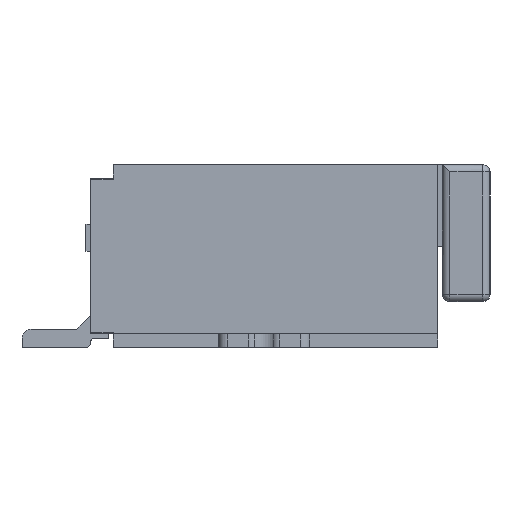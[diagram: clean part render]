
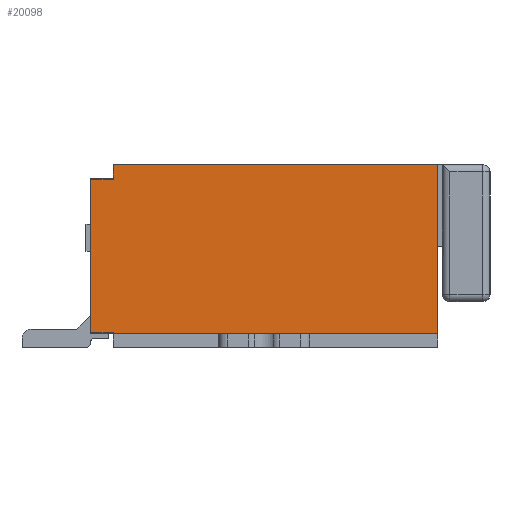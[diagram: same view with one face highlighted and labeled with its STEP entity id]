
A CAD part, left-side view. The second image highlights one B-rep face of the part: STEP entity #20098.
In plain terms, the highlighted planar face has unit normal (-1, 0, 0).
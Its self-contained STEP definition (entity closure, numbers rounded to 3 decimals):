
#1315=FACE_OUTER_BOUND('',#2250,.T.);
#2250=EDGE_LOOP('',(#16942,#16943,#16944,#16945,#16946,#16947,#16948,#16949));
#4192=LINE('',#30661,#6699);
#4285=LINE('',#30846,#6792);
#4295=LINE('',#30866,#6802);
#4470=LINE('',#31203,#6977);
#4760=LINE('',#31735,#7267);
#4761=LINE('',#31736,#7268);
#4762=LINE('',#31738,#7269);
#4763=LINE('',#31739,#7270);
#6699=VECTOR('',#25365,1.);
#6792=VECTOR('',#25460,1.);
#6802=VECTOR('',#25474,1.);
#6977=VECTOR('',#25687,1.);
#7267=VECTOR('',#26111,1.);
#7268=VECTOR('',#26112,1.);
#7269=VECTOR('',#26113,1.);
#7270=VECTOR('',#26114,1.);
#8751=VERTEX_POINT('',#30658);
#8752=VERTEX_POINT('',#30660);
#8843=VERTEX_POINT('',#30845);
#8851=VERTEX_POINT('',#30865);
#8993=VERTEX_POINT('',#31200);
#8994=VERTEX_POINT('',#31202);
#9169=VERTEX_POINT('',#31734);
#9170=VERTEX_POINT('',#31737);
#11306=EDGE_CURVE('',#8752,#8751,#4192,.T.);
#11399=EDGE_CURVE('',#8843,#8752,#4285,.T.);
#11409=EDGE_CURVE('',#8843,#8851,#4295,.T.);
#11584=EDGE_CURVE('',#8994,#8993,#4470,.T.);
#11874=EDGE_CURVE('',#9169,#8993,#4760,.T.);
#11875=EDGE_CURVE('',#8851,#9169,#4761,.T.);
#11876=EDGE_CURVE('',#9170,#8751,#4762,.T.);
#11877=EDGE_CURVE('',#9170,#8994,#4763,.T.);
#16942=ORIENTED_EDGE('',*,*,#11874,.F.);
#16943=ORIENTED_EDGE('',*,*,#11875,.F.);
#16944=ORIENTED_EDGE('',*,*,#11409,.F.);
#16945=ORIENTED_EDGE('',*,*,#11399,.T.);
#16946=ORIENTED_EDGE('',*,*,#11306,.T.);
#16947=ORIENTED_EDGE('',*,*,#11876,.F.);
#16948=ORIENTED_EDGE('',*,*,#11877,.T.);
#16949=ORIENTED_EDGE('',*,*,#11584,.T.);
#18204=PLANE('',#21349);
#20098=ADVANCED_FACE('',(#1315),#18204,.T.);
#21349=AXIS2_PLACEMENT_3D('',#31733,#26109,#26110);
#25365=DIRECTION('',(0.,1.,0.));
#25460=DIRECTION('',(0.,0.,1.));
#25474=DIRECTION('',(0.,1.,0.));
#25687=DIRECTION('',(0.,0.,-1.));
#26109=DIRECTION('center_axis',(-1.,0.,0.));
#26110=DIRECTION('ref_axis',(0.,-1.,0.));
#26111=DIRECTION('',(0.,1.,0.));
#26112=DIRECTION('',(0.,0.,1.));
#26113=DIRECTION('',(0.,0.,1.));
#26114=DIRECTION('',(0.,1.,0.));
#30658=CARTESIAN_POINT('',(-7.2,0.26,2.));
#30660=CARTESIAN_POINT('',(-7.2,-3.29,2.));
#30661=CARTESIAN_POINT('',(-7.2,0.51,2.));
#30845=CARTESIAN_POINT('',(-7.2,-3.29,0.15));
#30846=CARTESIAN_POINT('',(-7.2,-3.29,0.));
#30865=CARTESIAN_POINT('',(-7.2,0.26,0.15));
#30866=CARTESIAN_POINT('',(-7.2,-3.29,0.15));
#31200=CARTESIAN_POINT('',(-7.2,0.51,0.16));
#31202=CARTESIAN_POINT('',(-7.2,0.51,1.84));
#31203=CARTESIAN_POINT('',(-7.2,0.51,0.));
#31733=CARTESIAN_POINT('Origin',(-7.2,0.885,0.));
#31734=CARTESIAN_POINT('',(-7.2,0.26,0.16));
#31735=CARTESIAN_POINT('',(-7.2,0.26,0.16));
#31736=CARTESIAN_POINT('',(-7.2,0.26,0.));
#31737=CARTESIAN_POINT('',(-7.2,0.26,1.84));
#31738=CARTESIAN_POINT('',(-7.2,0.26,2.));
#31739=CARTESIAN_POINT('',(-7.2,0.26,1.84));
